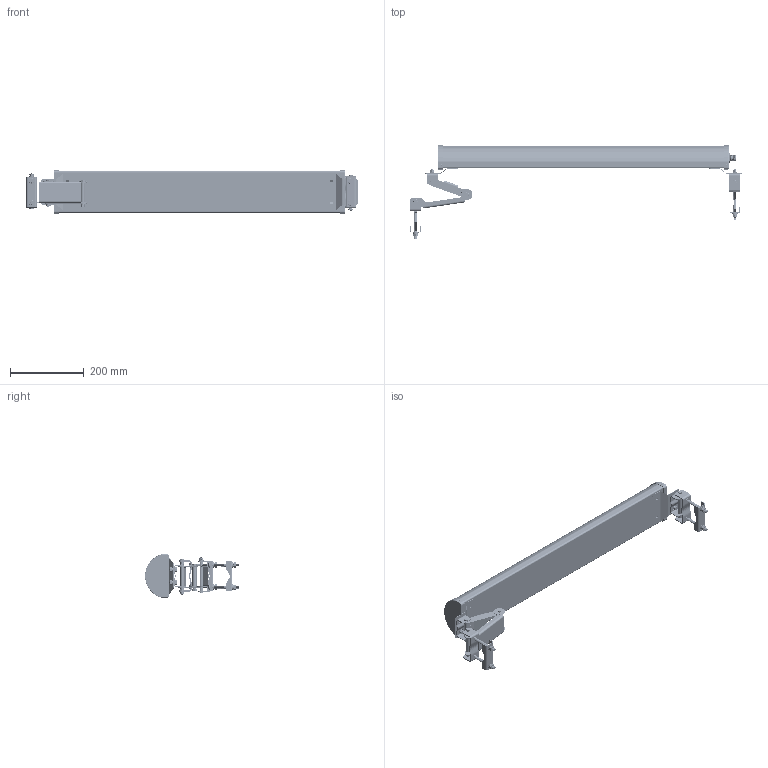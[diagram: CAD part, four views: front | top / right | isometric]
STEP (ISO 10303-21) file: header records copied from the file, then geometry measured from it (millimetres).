
FILE_DESCRIPTION (( 'STEP AP214' ), '1' );
FILE_NAME ('HG5158-16DP-120.STEP', '2018-02-28T14:12:29', ( '' ), ( '' ), 'SwSTEP 2.0', 'SolidWorks 2017', '' );
FILE_SCHEMA (( 'AUTOMOTIVE_DESIGN' ));
Length unit declared in the file: inch
Products named in the file (13): HG5158-16DP-120_Ant Endcap_con; HG5158-16DP-120_con; HG5158-16DP-120_ExtentionBracket-1; HG5158-16DP-120_Ant tube; HG5158-16DP-120_con_HexNut; HG5158-16DP-120_ExtentionBracket-4; HG5158-16DP-120_ExtentionBracket-2; HG5158-16DP-120_Ant Endcap; HG5158-16DP-120_Ant EndBracket; HG5158-16DP-120; HG5158-16DP-120_ExtentionBracket-3; HG5158-16DP-120_Antenna; HG5158-16DP-120_Ant Endcap screw
Assembly tree (20 placements, depth 3):
  HG5158-16DP-120
    HG5158-16DP-120_ExtentionBracket-1
    HG5158-16DP-120_ExtentionBracket-2
    HG5158-16DP-120_ExtentionBracket-3  x2
    HG5158-16DP-120_ExtentionBracket-4  x2
    HG5158-16DP-120_Antenna
      HG5158-16DP-120_Ant tube
      HG5158-16DP-120_Ant Endcap
      HG5158-16DP-120_Ant Endcap_con
      HG5158-16DP-120_Ant EndBracket  x2
      HG5158-16DP-120_con  x2
      HG5158-16DP-120_con_HexNut  x2
      HG5158-16DP-120_Ant Endcap screw  x4
Bounding box: 901.44 x 255.27 x 121.5 mm (x, y, z)
Volume: 664630.3 mm3; surface area: 681492.4 mm2
Topology: 21 solids, 21 shells, 5599 faces, 12152 edges, 6723 vertices
Faces by surface type: cone 4044, plane 788, cylinder 479, torus 152, bspline 136
Entity records: 136874 total; most frequent: CARTESIAN_POINT 37633, DIRECTION 17496, ORIENTED_EDGE 15270, EDGE_CURVE 7635, AXIS2_PLACEMENT_3D 6853, VERTEX_POINT 4224, LINE 3790, VECTOR 3790
